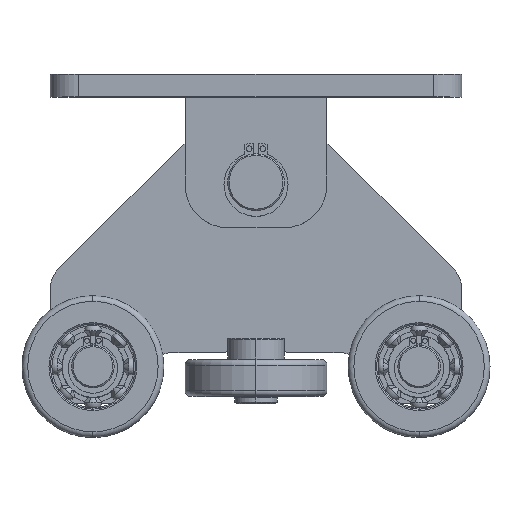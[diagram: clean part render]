
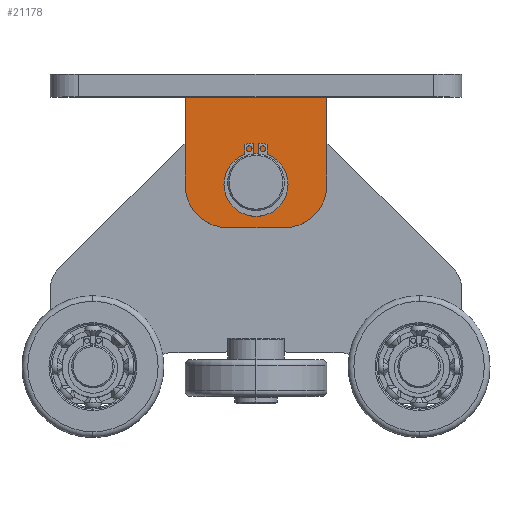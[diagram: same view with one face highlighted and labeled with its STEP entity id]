
A CAD part, top view. The second image highlights one B-rep face of the part: STEP entity #21178.
In plain terms, the highlighted face is planar.
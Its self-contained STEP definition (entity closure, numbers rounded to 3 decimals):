
#65 = DIRECTION ( 'NONE',  ( 0., 1., 0. ) ) ;
#67 = ORIENTED_EDGE ( 'NONE', *, *, #11781, .T. ) ;
#163 = EDGE_LOOP ( 'NONE', ( #13161, #535, #1300, #13731, #19604, #8034, #67, #8806, #5723, #4612 ) ) ;
#402 = VERTEX_POINT ( 'NONE', #22714 ) ;
#535 = ORIENTED_EDGE ( 'NONE', *, *, #17725, .F. ) ;
#654 = CIRCLE ( 'NONE', #3885, 10. ) ;
#867 = DIRECTION ( 'NONE',  ( 0., 1., 0. ) ) ;
#1249 = DIRECTION ( 'NONE',  ( 0., 0., -1. ) ) ;
#1300 = ORIENTED_EDGE ( 'NONE', *, *, #9283, .F. ) ;
#1343 = CARTESIAN_POINT ( 'NONE',  ( 0., 8., 21. ) ) ;
#1507 = CARTESIAN_POINT ( 'NONE',  ( 25., 8., 12. ) ) ;
#1643 = CARTESIAN_POINT ( 'NONE',  ( 22.25, 8., -24. ) ) ;
#2504 = AXIS2_PLACEMENT_3D ( 'NONE', #5715, #11147, #23024 ) ;
#2537 = DIRECTION ( 'NONE',  ( 0., 1., 0. ) ) ;
#2658 = VECTOR ( 'NONE', #24230, 1000. ) ;
#2862 = VERTEX_POINT ( 'NONE', #4588 ) ;
#2891 = AXIS2_PLACEMENT_3D ( 'NONE', #24581, #65, #15945 ) ;
#2975 = EDGE_CURVE ( 'NONE', #7681, #12559, #22635, .T. ) ;
#3019 = DIRECTION ( 'NONE',  ( 1., 0., 0. ) ) ;
#3097 = DIRECTION ( 'NONE',  ( 0., 0., -1. ) ) ;
#3267 = VERTEX_POINT ( 'NONE', #1507 ) ;
#3579 = VECTOR ( 'NONE', #3097, 1000. ) ;
#3827 = CARTESIAN_POINT ( 'NONE',  ( -25., 8., -19. ) ) ;
#3885 = AXIS2_PLACEMENT_3D ( 'NONE', #22208, #2537, #24097 ) ;
#4101 = CIRCLE ( 'NONE', #2891, 15. ) ;
#4583 = DIRECTION ( 'NONE',  ( -1., 0., 0. ) ) ;
#4588 = CARTESIAN_POINT ( 'NONE',  ( -22.25, 8., -24. ) ) ;
#4612 = ORIENTED_EDGE ( 'NONE', *, *, #2975, .F. ) ;
#5340 = CARTESIAN_POINT ( 'NONE',  ( 22.25, 8., -24. ) ) ;
#5715 = CARTESIAN_POINT ( 'NONE',  ( 0., 8., 11. ) ) ;
#5723 = ORIENTED_EDGE ( 'NONE', *, *, #12952, .F. ) ;
#6087 = CARTESIAN_POINT ( 'NONE',  ( 25., 8., -19. ) ) ;
#6179 = CARTESIAN_POINT ( 'NONE',  ( 0., 8., 1. ) ) ;
#7047 = CARTESIAN_POINT ( 'NONE',  ( 25., 8., -19. ) ) ;
#7176 = LINE ( 'NONE', #7047, #24141 ) ;
#7358 = LINE ( 'NONE', #3827, #8627 ) ;
#7681 = VERTEX_POINT ( 'NONE', #1643 ) ;
#7914 = DIRECTION ( 'NONE',  ( 1., 0., 0. ) ) ;
#8034 = ORIENTED_EDGE ( 'NONE', *, *, #18510, .F. ) ;
#8321 = CARTESIAN_POINT ( 'NONE',  ( -22.25, 8., -24. ) ) ;
#8627 = VECTOR ( 'NONE', #19225, 1000. ) ;
#8686 = VECTOR ( 'NONE', #23740, 1000. ) ;
#8723 = CARTESIAN_POINT ( 'NONE',  ( 25., 8., 27. ) ) ;
#8806 = ORIENTED_EDGE ( 'NONE', *, *, #19071, .F. ) ;
#9283 = EDGE_CURVE ( 'NONE', #402, #18763, #7358, .T. ) ;
#9773 = CARTESIAN_POINT ( 'NONE',  ( -10., 8., 27. ) ) ;
#10010 = VERTEX_POINT ( 'NONE', #9773 ) ;
#10456 = LINE ( 'NONE', #8321, #2658 ) ;
#10836 = FACE_BOUND ( 'NONE', #11221, .T. ) ;
#11144 = EDGE_CURVE ( 'NONE', #2862, #7681, #11944, .T. ) ;
#11147 = DIRECTION ( 'NONE',  ( 0., 1., 0. ) ) ;
#11221 = EDGE_LOOP ( 'NONE', ( #18536, #22642 ) ) ;
#11781 = EDGE_CURVE ( 'NONE', #24346, #3267, #23621, .T. ) ;
#11944 = LINE ( 'NONE', #13460, #21555 ) ;
#12336 = DIRECTION ( 'NONE',  ( 0., 0., -1. ) ) ;
#12343 = LINE ( 'NONE', #16522, #8686 ) ;
#12559 = VERTEX_POINT ( 'NONE', #20228 ) ;
#12707 = CARTESIAN_POINT ( 'NONE',  ( 10., 8., 12. ) ) ;
#12850 = FACE_OUTER_BOUND ( 'NONE', #163, .T. ) ;
#12952 = EDGE_CURVE ( 'NONE', #12559, #20966, #7176, .T. ) ;
#13009 = DIRECTION ( 'NONE',  ( 0., 0., 1. ) ) ;
#13094 = PLANE ( 'NONE',  #20496 ) ;
#13161 = ORIENTED_EDGE ( 'NONE', *, *, #11144, .F. ) ;
#13353 = CIRCLE ( 'NONE', #2504, 10. ) ;
#13460 = CARTESIAN_POINT ( 'NONE',  ( -25., 8., -24. ) ) ;
#13731 = ORIENTED_EDGE ( 'NONE', *, *, #24915, .F. ) ;
#14554 = LINE ( 'NONE', #22296, #3579 ) ;
#14778 = VERTEX_POINT ( 'NONE', #1343 ) ;
#15010 = CARTESIAN_POINT ( 'NONE',  ( -25., 8., 12. ) ) ;
#15945 = DIRECTION ( 'NONE',  ( 0., 0., -1. ) ) ;
#16310 = VERTEX_POINT ( 'NONE', #15010 ) ;
#16359 = VECTOR ( 'NONE', #4583, 1000. ) ;
#16522 = CARTESIAN_POINT ( 'NONE',  ( 25., 8., -27. ) ) ;
#16785 = EDGE_CURVE ( 'NONE', #16310, #10010, #4101, .T. ) ;
#16935 = VECTOR ( 'NONE', #13009, 1000. ) ;
#17127 = EDGE_CURVE ( 'NONE', #14778, #17628, #13353, .T. ) ;
#17628 = VERTEX_POINT ( 'NONE', #6179 ) ;
#17725 = EDGE_CURVE ( 'NONE', #18763, #2862, #10456, .T. ) ;
#18073 = LINE ( 'NONE', #8723, #16359 ) ;
#18510 = EDGE_CURVE ( 'NONE', #24346, #10010, #18073, .T. ) ;
#18536 = ORIENTED_EDGE ( 'NONE', *, *, #19762, .F. ) ;
#18550 = DIRECTION ( 'NONE',  ( 0., -1., 0. ) ) ;
#18763 = VERTEX_POINT ( 'NONE', #22881 ) ;
#19071 = EDGE_CURVE ( 'NONE', #20966, #3267, #12343, .T. ) ;
#19181 = AXIS2_PLACEMENT_3D ( 'NONE', #12707, #867, #12336 ) ;
#19225 = DIRECTION ( 'NONE',  ( 1., 0., 0. ) ) ;
#19604 = ORIENTED_EDGE ( 'NONE', *, *, #16785, .T. ) ;
#19762 = EDGE_CURVE ( 'NONE', #17628, #14778, #654, .T. ) ;
#20228 = CARTESIAN_POINT ( 'NONE',  ( 22.25, 8., -19. ) ) ;
#20496 = AXIS2_PLACEMENT_3D ( 'NONE', #22725, #18550, #1249 ) ;
#20966 = VERTEX_POINT ( 'NONE', #6087 ) ;
#21178 = ADVANCED_FACE ( 'NONE', ( #12850, #10836 ), #13094, .F. ) ;
#21555 = VECTOR ( 'NONE', #7914, 1000. ) ;
#21944 = CARTESIAN_POINT ( 'NONE',  ( 10., 8., 27. ) ) ;
#22208 = CARTESIAN_POINT ( 'NONE',  ( 0., 8., 11. ) ) ;
#22296 = CARTESIAN_POINT ( 'NONE',  ( -25., 8., 27. ) ) ;
#22635 = LINE ( 'NONE', #5340, #16935 ) ;
#22642 = ORIENTED_EDGE ( 'NONE', *, *, #17127, .F. ) ;
#22714 = CARTESIAN_POINT ( 'NONE',  ( -25., 8., -19. ) ) ;
#22725 = CARTESIAN_POINT ( 'NONE',  ( -25., 8., 27. ) ) ;
#22881 = CARTESIAN_POINT ( 'NONE',  ( -22.25, 8., -19. ) ) ;
#23024 = DIRECTION ( 'NONE',  ( 0., 0., -1. ) ) ;
#23621 = CIRCLE ( 'NONE', #19181, 15. ) ;
#23740 = DIRECTION ( 'NONE',  ( 0., 0., 1. ) ) ;
#24097 = DIRECTION ( 'NONE',  ( 0., 0., -1. ) ) ;
#24141 = VECTOR ( 'NONE', #3019, 1000. ) ;
#24230 = DIRECTION ( 'NONE',  ( 0., 0., -1. ) ) ;
#24346 = VERTEX_POINT ( 'NONE', #21944 ) ;
#24581 = CARTESIAN_POINT ( 'NONE',  ( -10., 8., 12. ) ) ;
#24915 = EDGE_CURVE ( 'NONE', #16310, #402, #14554, .T. ) ;
